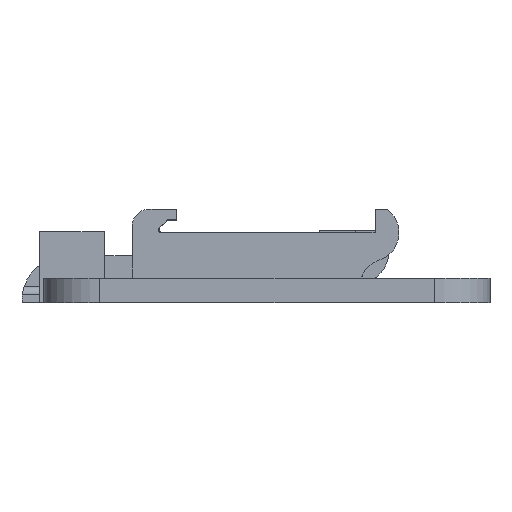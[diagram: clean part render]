
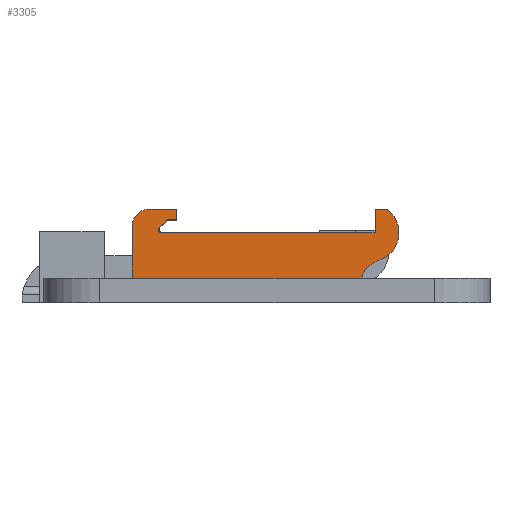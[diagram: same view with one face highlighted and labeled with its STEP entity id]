
A CAD part, left-side view. The second image highlights one B-rep face of the part: STEP entity #3305.
In plain terms, the highlighted planar face has unit normal (-1, 0, 0).
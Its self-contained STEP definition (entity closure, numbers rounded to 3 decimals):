
#83=PLANE('',#3507);
#197=FACE_OUTER_BOUND('',#376,.T.);
#376=EDGE_LOOP('',(#2271,#2272,#2273,#2274,#2275,#2276,#2277,#2278,#2279,
#2280,#2281,#2282,#2283));
#588=LINE('',#4785,#959);
#589=LINE('',#4787,#960);
#590=LINE('',#4793,#961);
#591=LINE('',#4795,#962);
#592=LINE('',#4797,#963);
#593=LINE('',#4801,#964);
#594=LINE('',#4803,#965);
#595=LINE('',#4805,#966);
#596=LINE('',#4806,#967);
#959=VECTOR('',#3827,10.);
#960=VECTOR('',#3828,10.);
#961=VECTOR('',#3833,10.);
#962=VECTOR('',#3834,10.);
#963=VECTOR('',#3835,10.);
#964=VECTOR('',#3838,1000.);
#965=VECTOR('',#3839,1000.);
#966=VECTOR('',#3840,10.);
#967=VECTOR('',#3841,10.);
#1320=CIRCLE('',#3505,3.);
#1322=CIRCLE('',#3508,5.);
#1323=CIRCLE('',#3509,5.25);
#1324=CIRCLE('',#3510,0.55);
#1433=VERTEX_POINT('',#4775);
#1434=VERTEX_POINT('',#4776);
#1437=VERTEX_POINT('',#4784);
#1438=VERTEX_POINT('',#4786);
#1439=VERTEX_POINT('',#4788);
#1440=VERTEX_POINT('',#4790);
#1441=VERTEX_POINT('',#4792);
#1442=VERTEX_POINT('',#4794);
#1443=VERTEX_POINT('',#4796);
#1444=VERTEX_POINT('',#4798);
#1445=VERTEX_POINT('',#4800);
#1446=VERTEX_POINT('',#4802);
#1447=VERTEX_POINT('',#4804);
#1765=EDGE_CURVE('',#1433,#1434,#1320,.T.);
#1769=EDGE_CURVE('',#1433,#1437,#588,.T.);
#1770=EDGE_CURVE('',#1438,#1437,#589,.T.);
#1771=EDGE_CURVE('',#1438,#1439,#1322,.F.);
#1772=EDGE_CURVE('',#1439,#1440,#1323,.T.);
#1773=EDGE_CURVE('',#1440,#1441,#590,.T.);
#1774=EDGE_CURVE('',#1441,#1442,#591,.T.);
#1775=EDGE_CURVE('',#1442,#1443,#592,.T.);
#1776=EDGE_CURVE('',#1443,#1444,#1324,.T.);
#1777=EDGE_CURVE('',#1444,#1445,#593,.T.);
#1778=EDGE_CURVE('',#1445,#1446,#594,.T.);
#1779=EDGE_CURVE('',#1446,#1447,#595,.T.);
#1780=EDGE_CURVE('',#1447,#1434,#596,.T.);
#2271=ORIENTED_EDGE('',*,*,#1765,.F.);
#2272=ORIENTED_EDGE('',*,*,#1769,.T.);
#2273=ORIENTED_EDGE('',*,*,#1770,.F.);
#2274=ORIENTED_EDGE('',*,*,#1771,.T.);
#2275=ORIENTED_EDGE('',*,*,#1772,.T.);
#2276=ORIENTED_EDGE('',*,*,#1773,.T.);
#2277=ORIENTED_EDGE('',*,*,#1774,.T.);
#2278=ORIENTED_EDGE('',*,*,#1775,.T.);
#2279=ORIENTED_EDGE('',*,*,#1776,.T.);
#2280=ORIENTED_EDGE('',*,*,#1777,.T.);
#2281=ORIENTED_EDGE('',*,*,#1778,.T.);
#2282=ORIENTED_EDGE('',*,*,#1779,.T.);
#2283=ORIENTED_EDGE('',*,*,#1780,.T.);
#3305=ADVANCED_FACE('',(#197),#83,.F.);
#3505=AXIS2_PLACEMENT_3D('',#4777,#3819,#3820);
#3507=AXIS2_PLACEMENT_3D('',#4783,#3825,#3826);
#3508=AXIS2_PLACEMENT_3D('',#4789,#3829,#3830);
#3509=AXIS2_PLACEMENT_3D('',#4791,#3831,#3832);
#3510=AXIS2_PLACEMENT_3D('',#4799,#3836,#3837);
#3819=DIRECTION('center_axis',(1.,0.,0.));
#3820=DIRECTION('ref_axis',(0.,0.707,0.707));
#3825=DIRECTION('center_axis',(1.,0.,0.));
#3826=DIRECTION('ref_axis',(0.,0.,
1.));
#3827=DIRECTION('',(0.,0.,-1.));
#3828=DIRECTION('',(0.,1.,0.));
#3829=DIRECTION('center_axis',(-1.,0.,0.));
#3830=DIRECTION('ref_axis',(0.,-1.,0.));
#3831=DIRECTION('center_axis',(-1.,0.,0.));
#3832=DIRECTION('ref_axis',(0.,0.,
1.));
#3833=DIRECTION('',(0.,1.,0.));
#3834=DIRECTION('',(0.,0.,-1.));
#3835=DIRECTION('',(0.,1.,0.));
#3836=DIRECTION('center_axis',(1.,0.,0.));
#3837=DIRECTION('ref_axis',(0.,0.,
1.));
#3838=DIRECTION('',(0.,-0.707,0.707));
#3839=DIRECTION('',(0.,-1.,0.));
#3840=DIRECTION('',(0.,0.,1.));
#3841=DIRECTION('',(0.,1.,0.));
#4775=CARTESIAN_POINT('',(-29.5,24.15,13.8));
#4776=CARTESIAN_POINT('',(-29.5,21.15,16.8));
#4777=CARTESIAN_POINT('Origin',(-29.5,21.15,13.8));
#4783=CARTESIAN_POINT('Origin',(-29.5,18.85,13.1));
#4784=CARTESIAN_POINT('',(-29.5,24.15,4.45));
#4785=CARTESIAN_POINT('',(-29.5,24.15,8.775));
#4786=CARTESIAN_POINT('',(-29.5,-16.887,4.45));
#4787=CARTESIAN_POINT('',(-29.5,-5.453,4.45));
#4788=CARTESIAN_POINT('',(-29.5,-20.076,7.608));
#4789=CARTESIAN_POINT('Origin',(-29.5,-21.625,2.854));
#4790=CARTESIAN_POINT('',(-29.5,-21.6,16.8));
#4791=CARTESIAN_POINT('Origin',(-29.5,-18.45,12.6));
#4792=CARTESIAN_POINT('',(-29.5,-19.4,16.8));
#4793=CARTESIAN_POINT('',(-29.5,-1.375,16.8));
#4794=CARTESIAN_POINT('',(-29.5,-19.4,12.6));
#4795=CARTESIAN_POINT('',(-29.5,-19.4,14.95));
#4796=CARTESIAN_POINT('',(-29.5,18.621,12.6));
#4797=CARTESIAN_POINT('',(-29.5,-0.275,12.6));
#4798=CARTESIAN_POINT('',(-29.5,19.239,13.489));
#4799=CARTESIAN_POINT('Origin',(-29.5,18.85,13.1));
#4800=CARTESIAN_POINT('',(-29.5,17.826,14.901));
#4801=CARTESIAN_POINT('',(-29.5,17.841,14.887));
#4802=CARTESIAN_POINT('',(-29.5,16.15,14.901));
#4803=CARTESIAN_POINT('',(-29.5,16.15,14.901));
#4804=CARTESIAN_POINT('',(-29.5,16.15,16.8));
#4805=CARTESIAN_POINT('',(-29.5,16.15,14.95));
#4806=CARTESIAN_POINT('',(-29.5,17.5,16.8));
